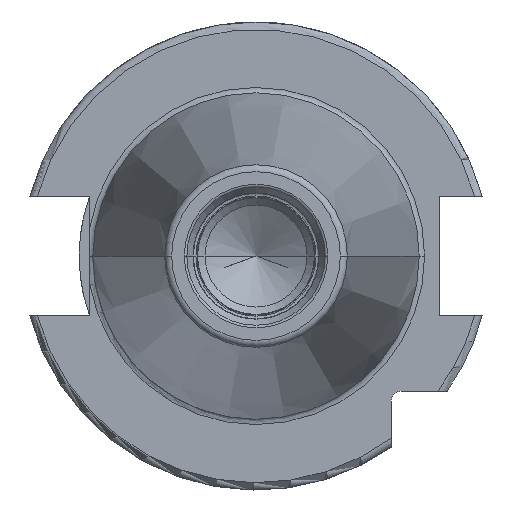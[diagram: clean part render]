
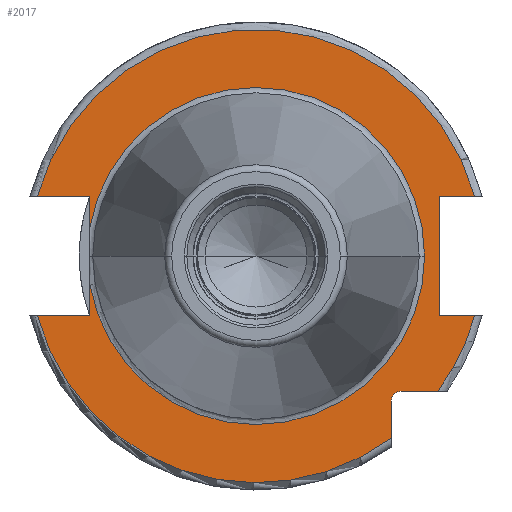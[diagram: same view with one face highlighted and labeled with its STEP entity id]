
A CAD part, left-side view. The second image highlights one B-rep face of the part: STEP entity #2017.
In plain terms, the highlighted planar face has unit normal (-1, 0, 0).
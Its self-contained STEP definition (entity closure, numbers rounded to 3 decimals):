
#117=CARTESIAN_POINT('',(3.2,0.,0.));
#118=DIRECTION('',(-1.,0.,0.));
#119=DIRECTION('',(0.,0.986,-0.168));
#120=AXIS2_PLACEMENT_3D('',#117,#118,#119);
#126=DIRECTION('',(0.,-1.,0.));
#127=VECTOR('',#126,4.99);
#128=CARTESIAN_POINT('',(3.2,-19.7,-18.35));
#129=LINE('',#128,#127);
#130=DIRECTION('',(0.,0.,1.));
#131=VECTOR('',#130,4.99);
#132=CARTESIAN_POINT('',(3.2,-18.35,-24.69));
#133=LINE('',#132,#131);
#134=CARTESIAN_POINT('',(3.2,0.,0.));
#135=DIRECTION('',(-1.,0.,0.));
#136=DIRECTION('',(0.,0.965,-0.263));
#137=AXIS2_PLACEMENT_3D('',#134,#135,#136);
#139=DIRECTION('',(0.,-1.,0.));
#140=VECTOR('',#139,7.127);
#141=CARTESIAN_POINT('',(3.2,29.677,-8.1));
#142=LINE('',#141,#140);
#143=DIRECTION('',(0.,0.,-1.));
#144=VECTOR('',#143,4.258);
#145=CARTESIAN_POINT('',(3.2,22.55,-3.842));
#146=LINE('',#145,#144);
#147=DIRECTION('',(0.,0.,-1.));
#148=VECTOR('',#147,4.258);
#149=CARTESIAN_POINT('',(3.2,22.55,8.1));
#150=LINE('',#149,#148);
#151=DIRECTION('',(0.,-1.,0.));
#152=VECTOR('',#151,7.127);
#153=CARTESIAN_POINT('',(3.2,29.677,8.1));
#154=LINE('',#153,#152);
#155=CARTESIAN_POINT('',(3.2,0.,0.));
#156=DIRECTION('',(1.,0.,0.));
#157=DIRECTION('',(0.,0.965,0.263));
#158=AXIS2_PLACEMENT_3D('',#155,#156,#157);
#160=DIRECTION('',(0.,1.,0.));
#161=VECTOR('',#160,4.827);
#162=CARTESIAN_POINT('',(3.2,-29.677,8.1));
#163=LINE('',#162,#161);
#164=DIRECTION('',(0.,0.,1.));
#165=VECTOR('',#164,16.2);
#166=CARTESIAN_POINT('',(3.2,-24.85,-8.1));
#167=LINE('',#166,#165);
#168=DIRECTION('',(0.,1.,0.));
#169=VECTOR('',#168,4.827);
#170=CARTESIAN_POINT('',(3.2,-29.677,-8.1));
#171=LINE('',#170,#169);
#172=CARTESIAN_POINT('',(3.2,0.,0.));
#173=DIRECTION('',(-1.,0.,0.));
#174=DIRECTION('',(0.,-0.803,-0.597));
#175=AXIS2_PLACEMENT_3D('',#172,#173,#174);
#1274=CARTESIAN_POINT('',(3.2,-19.7,-19.7));
#1275=DIRECTION('',(1.,0.,0.));
#1276=DIRECTION('',(0.,1.,0.));
#1277=AXIS2_PLACEMENT_3D('',#1274,#1275,#1276);
#1290=CARTESIAN_POINT('',(3.2,0.,0.));
#1291=DIRECTION('',(1.,0.,0.));
#1292=DIRECTION('',(0.,0.986,0.168));
#1293=AXIS2_PLACEMENT_3D('',#1290,#1291,#1292);
#1513=CARTESIAN_POINT('',(3.2,-22.875,0.));
#1515=VERTEX_POINT('',#1513);
#1659=CARTESIAN_POINT('',(3.2,29.677,8.1));
#1660=CARTESIAN_POINT('',(3.2,22.55,8.1));
#1661=VERTEX_POINT('',#1659);
#1662=VERTEX_POINT('',#1660);
#1663=CARTESIAN_POINT('',(3.2,22.55,3.842));
#1664=VERTEX_POINT('',#1663);
#1665=CARTESIAN_POINT('',(3.2,22.55,-3.842));
#1666=CARTESIAN_POINT('',(3.2,22.55,-8.1));
#1667=VERTEX_POINT('',#1665);
#1668=VERTEX_POINT('',#1666);
#1669=CARTESIAN_POINT('',(3.2,29.677,-8.1));
#1670=VERTEX_POINT('',#1669);
#1671=CARTESIAN_POINT('',(3.2,-29.677,-8.1));
#1672=CARTESIAN_POINT('',(3.2,-24.85,-8.1));
#1673=VERTEX_POINT('',#1671);
#1674=VERTEX_POINT('',#1672);
#1675=CARTESIAN_POINT('',(3.2,-24.85,8.1));
#1676=VERTEX_POINT('',#1675);
#1677=CARTESIAN_POINT('',(3.2,-29.677,8.1));
#1678=VERTEX_POINT('',#1677);
#1704=CARTESIAN_POINT('',(3.2,-18.35,-24.69));
#1705=VERTEX_POINT('',#1704);
#1712=CARTESIAN_POINT('',(3.2,-19.7,-18.35));
#1713=CARTESIAN_POINT('',(3.2,-24.69,-18.35));
#1714=VERTEX_POINT('',#1712);
#1715=VERTEX_POINT('',#1713);
#1716=CARTESIAN_POINT('',(3.2,-18.35,-19.7));
#1717=VERTEX_POINT('',#1716);
#1983=CARTESIAN_POINT('',(3.2,0.,0.));
#1984=DIRECTION('',(1.,0.,0.));
#1985=DIRECTION('',(0.,-1.,0.));
#1986=AXIS2_PLACEMENT_3D('',#1983,#1984,#1985);
#1987=PLANE('',#1986);
#1989=ORIENTED_EDGE('',*,*,#1988,.F.);
#1991=ORIENTED_EDGE('',*,*,#1990,.F.);
#1993=ORIENTED_EDGE('',*,*,#1992,.F.);
#1995=ORIENTED_EDGE('',*,*,#1994,.F.);
#1997=ORIENTED_EDGE('',*,*,#1996,.T.);
#1998=ORIENTED_EDGE('',*,*,#1972,.F.);
#1999=ORIENTED_EDGE('',*,*,#1957,.T.);
#2001=ORIENTED_EDGE('',*,*,#2000,.F.);
#2002=ORIENTED_EDGE('',*,*,#1967,.F.);
#2004=ORIENTED_EDGE('',*,*,#2003,.F.);
#2006=ORIENTED_EDGE('',*,*,#2005,.T.);
#2008=ORIENTED_EDGE('',*,*,#2007,.T.);
#2010=ORIENTED_EDGE('',*,*,#2009,.F.);
#2012=ORIENTED_EDGE('',*,*,#2011,.F.);
#2014=ORIENTED_EDGE('',*,*,#2013,.F.);
#2015=EDGE_LOOP('',(#1989,#1991,#1993,#1995,#1997,#1998,#1999,#2001,#2002,#2004,
#2006,#2008,#2010,#2012,#2014));
#2016=FACE_OUTER_BOUND('',#2015,.F.);
#2017=ADVANCED_FACE('',(#2016),#1987,.F.);
#121=CIRCLE('',#120,22.875);
#138=CIRCLE('',#137,30.763);
#159=CIRCLE('',#158,30.763);
#176=CIRCLE('',#175,30.763);
#1278=CIRCLE('',#1277,1.35);
#1294=CIRCLE('',#1293,22.875);
#1957=EDGE_CURVE('',#1667,#1515,#121,.T.);
#1967=EDGE_CURVE('',#1662,#1664,#150,.T.);
#1972=EDGE_CURVE('',#1667,#1668,#146,.T.);
#1988=EDGE_CURVE('',#1714,#1715,#129,.T.);
#1990=EDGE_CURVE('',#1717,#1714,#1278,.T.);
#1992=EDGE_CURVE('',#1705,#1717,#133,.T.);
#1994=EDGE_CURVE('',#1670,#1705,#138,.T.);
#1996=EDGE_CURVE('',#1670,#1668,#142,.T.);
#2000=EDGE_CURVE('',#1664,#1515,#1294,.T.);
#2003=EDGE_CURVE('',#1661,#1662,#154,.T.);
#2005=EDGE_CURVE('',#1661,#1678,#159,.T.);
#2007=EDGE_CURVE('',#1678,#1676,#163,.T.);
#2009=EDGE_CURVE('',#1674,#1676,#167,.T.);
#2011=EDGE_CURVE('',#1673,#1674,#171,.T.);
#2013=EDGE_CURVE('',#1715,#1673,#176,.T.);
